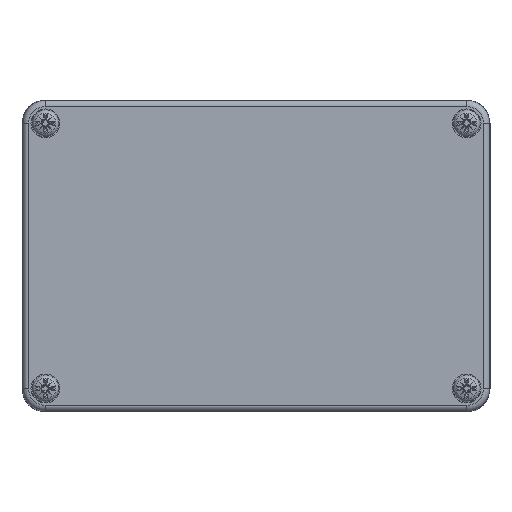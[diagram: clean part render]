
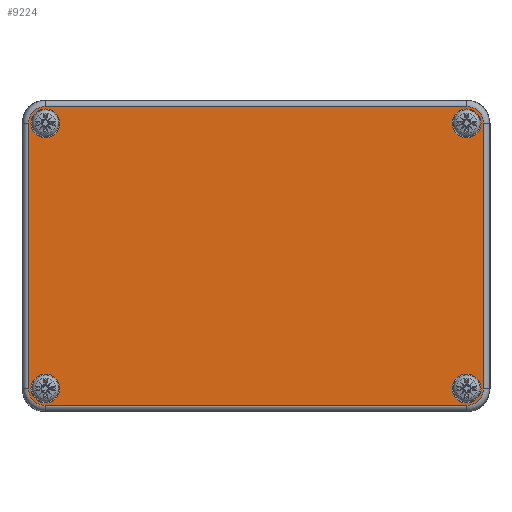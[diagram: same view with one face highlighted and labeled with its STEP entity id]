
A CAD part, top view. The second image highlights one B-rep face of the part: STEP entity #9224.
In plain terms, the highlighted face is planar.
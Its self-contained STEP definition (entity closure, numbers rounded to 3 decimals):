
#8803=CARTESIAN_POINT('',(-54.0,-38.351,-10.0));
#8804=VERTEX_POINT('',#8803);
#8812=CARTESIAN_POINT('',(54.0,-38.351,-10.0));
#8813=VERTEX_POINT('',#8812);
#8814=CARTESIAN_POINT('',(-54.0,-38.351,-10.0));
#8815=DIRECTION('',(1.0,0.0,0.0));
#8816=VECTOR('',#8815,108.0);
#8817=LINE('',#8814,#8816);
#8818=EDGE_CURVE('',#8804,#8813,#8817,.T.);
#8845=CARTESIAN_POINT('',(-58.351,-34.,-10.0));
#8846=VERTEX_POINT('',#8845);
#8854=CARTESIAN_POINT('',(-54.0,-34.,-10.0));
#8855=DIRECTION('',(0.0,0.0,1.0));
#8856=DIRECTION('',(-0.707,-0.707,0.0));
#8857=AXIS2_PLACEMENT_3D('',#8854,#8855,#8856);
#8858=CIRCLE('',#8857,4.351);
#8859=EDGE_CURVE('',#8846,#8804,#8858,.T.);
#8877=CARTESIAN_POINT('',(58.351,-34.0,-10.0));
#8878=VERTEX_POINT('',#8877);
#8896=CARTESIAN_POINT('',(54.0,-34.,-10.0));
#8897=DIRECTION('',(0.0,0.0,1.0));
#8898=DIRECTION('',(0.707,-0.707,0.0));
#8899=AXIS2_PLACEMENT_3D('',#8896,#8897,#8898);
#8900=CIRCLE('',#8899,4.351);
#8901=EDGE_CURVE('',#8813,#8878,#8900,.T.);
#8913=CARTESIAN_POINT('',(-58.351,34.,-10.0));
#8914=VERTEX_POINT('',#8913);
#8922=CARTESIAN_POINT('',(-58.351,34.0,-10.0));
#8923=DIRECTION('',(0.0,-1.0,0.0));
#8924=VECTOR('',#8923,68.);
#8925=LINE('',#8922,#8924);
#8926=EDGE_CURVE('',#8914,#8846,#8925,.T.);
#8943=CARTESIAN_POINT('',(58.351,34.,-10.0));
#8944=VERTEX_POINT('',#8943);
#8961=CARTESIAN_POINT('',(58.351,-34.0,-10.0));
#8962=DIRECTION('',(0.0,1.0,0.0));
#8963=VECTOR('',#8962,68.0);
#8964=LINE('',#8961,#8963);
#8965=EDGE_CURVE('',#8878,#8944,#8964,.T.);
#8977=CARTESIAN_POINT('',(-54.0,38.351,-10.0));
#8978=VERTEX_POINT('',#8977);
#8986=CARTESIAN_POINT('',(-54.0,34.,-10.0));
#8987=DIRECTION('',(0.0,0.0,1.0));
#8988=DIRECTION('',(-0.707,0.707,0.0));
#8989=AXIS2_PLACEMENT_3D('',#8986,#8987,#8988);
#8990=CIRCLE('',#8989,4.351);
#8991=EDGE_CURVE('',#8978,#8914,#8990,.T.);
#9009=CARTESIAN_POINT('',(54.0,38.351,-10.0));
#9010=VERTEX_POINT('',#9009);
#9028=CARTESIAN_POINT('',(54.0,34.,-10.0));
#9029=DIRECTION('',(0.0,0.0,1.0));
#9030=DIRECTION('',(0.707,0.707,0.0));
#9031=AXIS2_PLACEMENT_3D('',#9028,#9029,#9030);
#9032=CIRCLE('',#9031,4.351);
#9033=EDGE_CURVE('',#8944,#9010,#9032,.T.);
#9051=CARTESIAN_POINT('',(54.0,38.351,-10.0));
#9052=DIRECTION('',(-1.0,0.0,0.0));
#9053=VECTOR('',#9052,108.0);
#9054=LINE('',#9051,#9053);
#9055=EDGE_CURVE('',#9010,#8978,#9054,.T.);
#9165=CARTESIAN_POINT('',(0.,0.,-10.0));
#9166=DIRECTION('',(0.0,0.0,1.0));
#9167=DIRECTION('',(1.0,0.0,0.0));
#9168=AXIS2_PLACEMENT_3D('',#9165,#9166,#9167);
#9169=PLANE('',#9168);
#9170=ORIENTED_EDGE('',*,*,#8818,.F.);
#9171=ORIENTED_EDGE('',*,*,#8859,.F.);
#9172=ORIENTED_EDGE('',*,*,#8926,.F.);
#9173=ORIENTED_EDGE('',*,*,#8991,.F.);
#9174=ORIENTED_EDGE('',*,*,#9055,.F.);
#9175=ORIENTED_EDGE('',*,*,#9033,.F.);
#9176=ORIENTED_EDGE('',*,*,#8965,.F.);
#9177=ORIENTED_EDGE('',*,*,#8901,.F.);
#9178=EDGE_LOOP('',(#9170,#9171,#9172,#9173,#9174,#9175,#9176,#9177));
#9179=FACE_OUTER_BOUND('',#9178,.T.);
#9180=CARTESIAN_POINT('',(-57.7,-34.0,-10.0));
#9181=VERTEX_POINT('',#9180);
#9182=CARTESIAN_POINT('',(-54.,-34.0,-10.0));
#9183=DIRECTION('',(0.0,0.0,1.0));
#9184=DIRECTION('',(1.0,0.0,0.0));
#9185=AXIS2_PLACEMENT_3D('',#9182,#9183,#9184);
#9186=CIRCLE('',#9185,3.7);
#9187=EDGE_CURVE('',#9181,#9181,#9186,.T.);
#9188=ORIENTED_EDGE('',*,*,#9187,.T.);
#9189=EDGE_LOOP('',(#9188));
#9190=FACE_BOUND('',#9189,.T.);
#9191=CARTESIAN_POINT('',(-57.7,34.0,-10.0));
#9192=VERTEX_POINT('',#9191);
#9193=CARTESIAN_POINT('',(-54.,34.0,-10.0));
#9194=DIRECTION('',(0.0,0.0,1.0));
#9195=DIRECTION('',(1.0,0.0,0.0));
#9196=AXIS2_PLACEMENT_3D('',#9193,#9194,#9195);
#9197=CIRCLE('',#9196,3.7);
#9198=EDGE_CURVE('',#9192,#9192,#9197,.T.);
#9199=ORIENTED_EDGE('',*,*,#9198,.T.);
#9200=EDGE_LOOP('',(#9199));
#9201=FACE_BOUND('',#9200,.T.);
#9202=CARTESIAN_POINT('',(50.3,34.0,-10.0));
#9203=VERTEX_POINT('',#9202);
#9204=CARTESIAN_POINT('',(54.,34.0,-10.0));
#9205=DIRECTION('',(0.0,0.0,1.0));
#9206=DIRECTION('',(1.0,0.0,0.0));
#9207=AXIS2_PLACEMENT_3D('',#9204,#9205,#9206);
#9208=CIRCLE('',#9207,3.7);
#9209=EDGE_CURVE('',#9203,#9203,#9208,.T.);
#9210=ORIENTED_EDGE('',*,*,#9209,.T.);
#9211=EDGE_LOOP('',(#9210));
#9212=FACE_BOUND('',#9211,.T.);
#9213=CARTESIAN_POINT('',(50.3,-34.0,-10.0));
#9214=VERTEX_POINT('',#9213);
#9215=CARTESIAN_POINT('',(54.,-34.0,-10.0));
#9216=DIRECTION('',(0.0,0.0,1.0));
#9217=DIRECTION('',(1.0,0.0,0.0));
#9218=AXIS2_PLACEMENT_3D('',#9215,#9216,#9217);
#9219=CIRCLE('',#9218,3.7);
#9220=EDGE_CURVE('',#9214,#9214,#9219,.T.);
#9221=ORIENTED_EDGE('',*,*,#9220,.T.);
#9222=EDGE_LOOP('',(#9221));
#9223=FACE_BOUND('',#9222,.T.);
#9224=ADVANCED_FACE('',(#9179,#9190,#9201,#9212,#9223),#9169,.F.);
